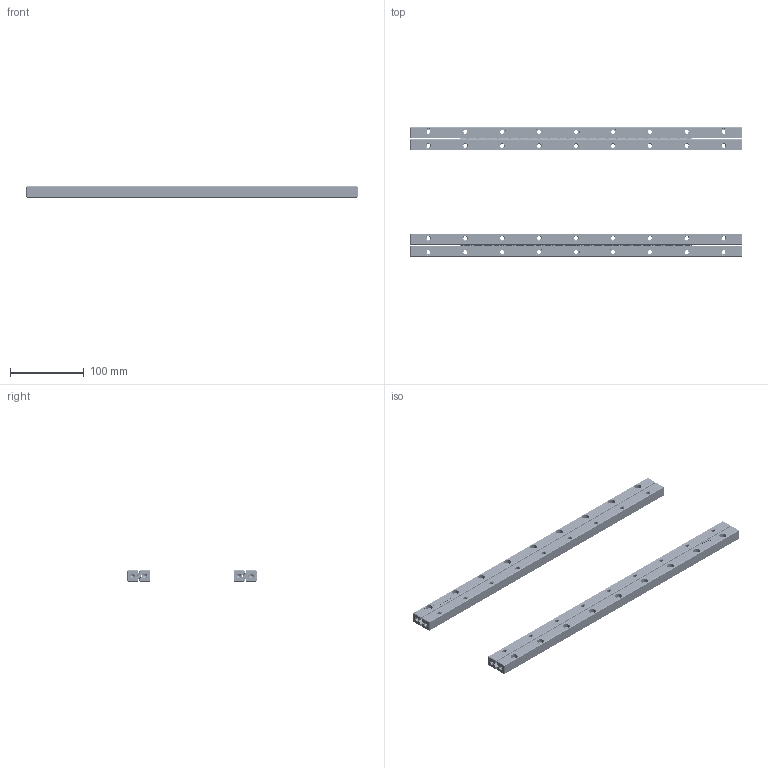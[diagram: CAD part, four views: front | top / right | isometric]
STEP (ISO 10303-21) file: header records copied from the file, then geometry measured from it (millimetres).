
FILE_DESCRIPTION(/* description */ (''),/* implementation_level */ '2;1');
FILE_NAME(/* name */ 'Set RSDE-6450x44KRE-ACC_stp_stp_stp.stp',/* time_stamp */ '2025-06-03T09:35:20+02:00',/* author */ (''),/* organization */ (''),/* preprocessor_version */ 'ST-DEVELOPER v16.7',/* originating_system */ 'SIEMENS PLM Software NX 12.0',/* authorisation */ '');
FILE_SCHEMA (('AUTOMOTIVE_DESIGN { 1 0 10303 214 3 1 1 1 }'));
Products named in the file (1): Set RSDE-6450x44KRE-ACC_stp_stp_stp
Bounding box: 450 x 175 x 15 mm (x, y, z)
Volume: 367026.8 mm3; surface area: 169512.2 mm2
Topology: 112 solids, 112 shells, 8772 faces, 24418 edges, 16066 vertices
Faces by surface type: plane 5708, cylinder 1744, bspline 584, cone 468, torus 144, extrusion 124
Full cylindrical faces by diameter (mm): 0.8 x384, 2 x8, 4 x88, 4.3 x8, 5.2 x44, 6 x88, 9.5 x36
Entity records: 290858 total; most frequent: CARTESIAN_POINT 64365, ORIENTED_EDGE 45936, DIRECTION 41282, EDGE_CURVE 22968, VECTOR 17224, LINE 17100, VERTEX_POINT 15780, AXIS2_PLACEMENT_3D 12029
